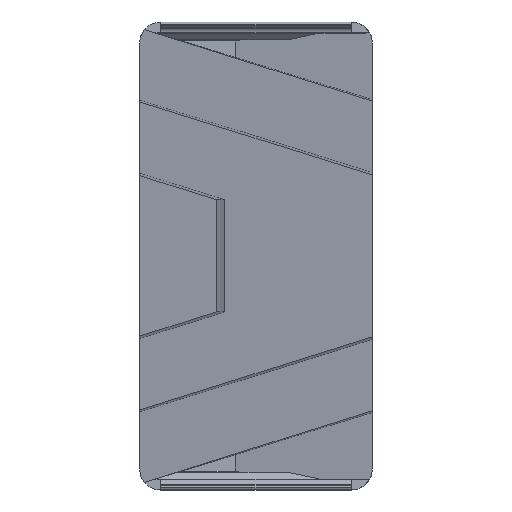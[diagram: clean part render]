
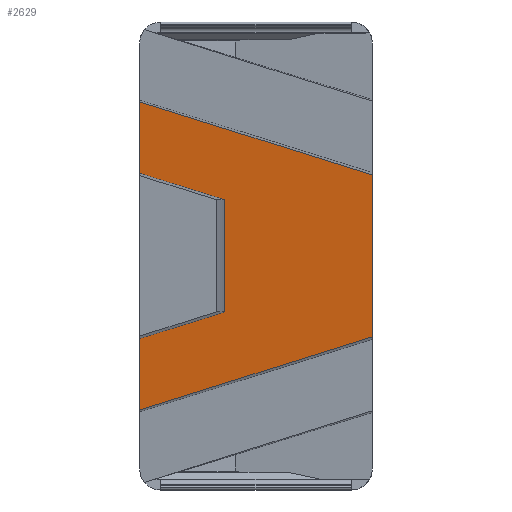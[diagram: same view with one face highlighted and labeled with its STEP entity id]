
A CAD part, top view. The second image highlights one B-rep face of the part: STEP entity #2629.
In plain terms, the highlighted planar face has unit normal (-0.208, 0, 0.978).
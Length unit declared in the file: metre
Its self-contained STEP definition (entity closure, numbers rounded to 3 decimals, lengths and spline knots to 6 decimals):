
#55=B_SPLINE_CURVE_WITH_KNOTS('',3,(#4007,#4008,#4009,#4010),
 .UNSPECIFIED.,.F.,.F.,(4,4),(0.000001,0.016178),
 .UNSPECIFIED.);
#56=B_SPLINE_CURVE_WITH_KNOTS('',3,(#4014,#4015,#4016,#4017),
 .UNSPECIFIED.,.F.,.F.,(4,4),(0.087277,0.103419),
 .UNSPECIFIED.);
#247=ORIENTED_EDGE('',*,*,#1029,.F.);
#248=ORIENTED_EDGE('',*,*,#1028,.F.);
#249=ORIENTED_EDGE('',*,*,#1030,.F.);
#250=ORIENTED_EDGE('',*,*,#1022,.F.);
#251=ORIENTED_EDGE('',*,*,#1031,.F.);
#252=ORIENTED_EDGE('',*,*,#1032,.F.);
#253=ORIENTED_EDGE('',*,*,#1033,.F.);
#254=ORIENTED_EDGE('',*,*,#1034,.F.);
#1022=EDGE_CURVE('',#1409,#1411,#1652,.T.);
#1028=EDGE_CURVE('',#1416,#1414,#1653,.T.);
#1029=EDGE_CURVE('',#1414,#1417,#1654,.T.);
#1030=EDGE_CURVE('',#1411,#1416,#1655,.T.);
#1031=EDGE_CURVE('',#1418,#1409,#1656,.T.);
#1032=EDGE_CURVE('',#1419,#1418,#55,.T.);
#1033=EDGE_CURVE('',#1420,#1419,#1657,.T.);
#1034=EDGE_CURVE('',#1417,#1420,#56,.T.);
#1409=VERTEX_POINT('',#3970);
#1411=VERTEX_POINT('',#3973);
#1414=VERTEX_POINT('',#3989);
#1416=VERTEX_POINT('',#3999);
#1417=VERTEX_POINT('',#4003);
#1418=VERTEX_POINT('',#4006);
#1419=VERTEX_POINT('',#4011);
#1420=VERTEX_POINT('',#4013);
#1652=LINE('',#3972,#1897);
#1653=LINE('',#4000,#1898);
#1654=LINE('',#4002,#1899);
#1655=LINE('',#4004,#1900);
#1656=LINE('',#4005,#1901);
#1657=LINE('',#4012,#1902);
#1897=VECTOR('',#3135,1.);
#1898=VECTOR('',#3138,1.);
#1899=VECTOR('',#3141,1.);
#1900=VECTOR('',#3142,1.);
#1901=VECTOR('',#3143,1.);
#1902=VECTOR('',#3144,1.);
#2129=EDGE_LOOP('',(#247,#248,#249,#250,#251,#252,#253,#254));
#2322=FACE_BOUND('',#2129,.T.);
#2512=PLANE('',#2817);
#2629=ADVANCED_FACE('',(#2322),#2512,.T.);
#2817=AXIS2_PLACEMENT_3D('',#4001,#3139,#3140);
#3135=DIRECTION('',(0.935,-0.294,0.199));
#3138=DIRECTION('',(-0.935,-0.294,-0.199));
#3139=DIRECTION('',(-0.208,0.,0.978));
#3140=DIRECTION('',(0.978,0.,0.208));
#3141=DIRECTION('',(0.,1.,0.));
#3142=DIRECTION('',(0.,-1.,0.));
#3143=DIRECTION('',(0.,1.,0.));
#3144=DIRECTION('',(0.,1.,0.));
#3970=CARTESIAN_POINT('',(0.12625,0.069496,0.015181));
#3972=CARTESIAN_POINT('',(0.132907,0.0674,0.016596));
#3973=CARTESIAN_POINT('',(0.16775,0.056429,0.024002));
#3989=CARTESIAN_POINT('',(0.12625,0.014504,0.015181));
#3999=CARTESIAN_POINT('',(0.16775,0.027571,0.024002));
#4000=CARTESIAN_POINT('',(0.132907,0.0166,0.016596));
#4001=CARTESIAN_POINT('',(0.16592,0.042,0.023613));
#4002=CARTESIAN_POINT('',(0.12625,0.042,0.015181));
#4003=CARTESIAN_POINT('',(0.12625,0.027258,0.015181));
#4004=CARTESIAN_POINT('',(0.16775,0.042,0.024002));
#4005=CARTESIAN_POINT('',(0.12625,0.042,0.015181));
#4006=CARTESIAN_POINT('',(0.12625,0.056742,0.015181));
#4007=CARTESIAN_POINT('',(0.141378,0.052,0.018396));
#4008=CARTESIAN_POINT('',(0.136336,0.053582,0.017324));
#4009=CARTESIAN_POINT('',(0.131293,0.055163,0.016252));
#4010=CARTESIAN_POINT('',(0.12625,0.056742,0.015181));
#4011=CARTESIAN_POINT('',(0.141378,0.052,0.018396));
#4012=CARTESIAN_POINT('',(0.141378,0.042,0.018396));
#4013=CARTESIAN_POINT('',(0.141378,0.032,0.018396));
#4014=CARTESIAN_POINT('',(0.12625,0.027258,0.015181));
#4015=CARTESIAN_POINT('',(0.131293,0.028837,0.016252));
#4016=CARTESIAN_POINT('',(0.136336,0.030418,0.017324));
#4017=CARTESIAN_POINT('',(0.141378,0.032,0.018396));
